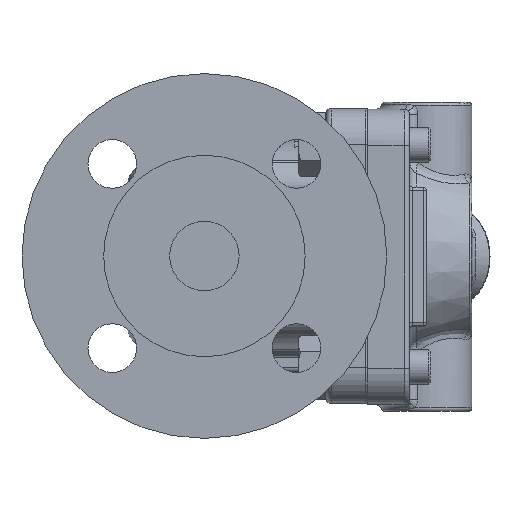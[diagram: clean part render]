
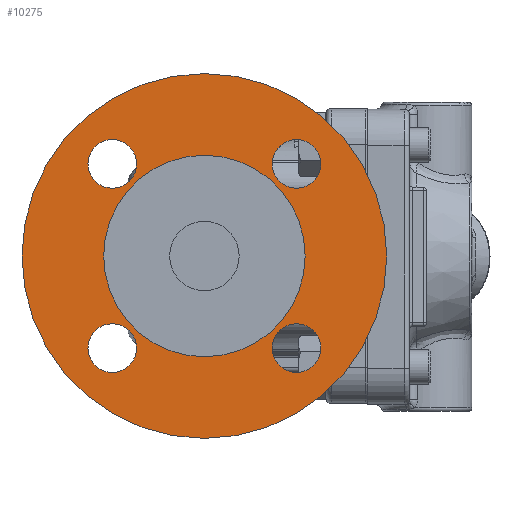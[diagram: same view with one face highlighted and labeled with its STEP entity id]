
A CAD part, left-side view. The second image highlights one B-rep face of the part: STEP entity #10275.
In plain terms, the highlighted planar face has unit normal (-1, 0, 0).
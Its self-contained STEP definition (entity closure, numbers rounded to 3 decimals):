
#760=FACE_BOUND('',#3364,.T.);
#761=FACE_BOUND('',#3365,.T.);
#762=FACE_BOUND('',#3366,.T.);
#763=FACE_BOUND('',#3367,.T.);
#764=FACE_BOUND('',#3368,.T.);
#2695=FACE_OUTER_BOUND('',#3363,.T.);
#3363=EDGE_LOOP('',(#9388));
#3364=EDGE_LOOP('',(#9389));
#3365=EDGE_LOOP('',(#9390));
#3366=EDGE_LOOP('',(#9391));
#3367=EDGE_LOOP('',(#9392));
#3368=EDGE_LOOP('',(#9393));
#3855=CIRCLE('',#11338,52.5);
#3861=CIRCLE('',#11347,7.);
#3862=CIRCLE('',#11349,7.);
#3863=CIRCLE('',#11351,7.);
#3864=CIRCLE('',#11353,7.);
#3866=CIRCLE('',#11358,29.);
#4800=VERTEX_POINT('',#23058);
#4806=VERTEX_POINT('',#23075);
#4807=VERTEX_POINT('',#23079);
#4808=VERTEX_POINT('',#23083);
#4809=VERTEX_POINT('',#23087);
#4811=VERTEX_POINT('',#23096);
#6324=EDGE_CURVE('',#4800,#4800,#3855,.T.);
#6331=EDGE_CURVE('',#4806,#4806,#3861,.T.);
#6333=EDGE_CURVE('',#4807,#4807,#3862,.T.);
#6335=EDGE_CURVE('',#4808,#4808,#3863,.T.);
#6337=EDGE_CURVE('',#4809,#4809,#3864,.T.);
#6341=EDGE_CURVE('',#4811,#4811,#3866,.T.);
#9388=ORIENTED_EDGE('',*,*,#6324,.F.);
#9389=ORIENTED_EDGE('',*,*,#6337,.F.);
#9390=ORIENTED_EDGE('',*,*,#6335,.F.);
#9391=ORIENTED_EDGE('',*,*,#6333,.F.);
#9392=ORIENTED_EDGE('',*,*,#6331,.F.);
#9393=ORIENTED_EDGE('',*,*,#6341,.F.);
#9652=PLANE('',#11357);
#10275=ADVANCED_FACE('',(#2695,#760,#761,#762,#763,#764),#9652,.T.);
#11338=AXIS2_PLACEMENT_3D('',#23060,#13959,#13960);
#11347=AXIS2_PLACEMENT_3D('',#23076,#13978,#13979);
#11349=AXIS2_PLACEMENT_3D('',#23080,#13983,#13984);
#11351=AXIS2_PLACEMENT_3D('',#23084,#13988,#13989);
#11353=AXIS2_PLACEMENT_3D('',#23088,#13993,#13994);
#11357=AXIS2_PLACEMENT_3D('',#23095,#14003,#14004);
#11358=AXIS2_PLACEMENT_3D('',#23097,#14005,#14006);
#13959=DIRECTION('center_axis',(1.,0.,0.));
#13960=DIRECTION('ref_axis',(0.,0.,-1.));
#13978=DIRECTION('center_axis',(-1.,0.,0.));
#13979=DIRECTION('ref_axis',(0.,0.,1.));
#13983=DIRECTION('center_axis',(-1.,0.,0.));
#13984=DIRECTION('ref_axis',(0.,-1.,0.));
#13988=DIRECTION('center_axis',(-1.,0.,0.));
#13989=DIRECTION('ref_axis',(0.,0.,-1.));
#13993=DIRECTION('center_axis',(-1.,0.,0.));
#13994=DIRECTION('ref_axis',(0.,1.,0.));
#14003=DIRECTION('center_axis',(-1.,0.,0.));
#14004=DIRECTION('ref_axis',(0.,0.,1.));
#14005=DIRECTION('center_axis',(-1.,0.,0.));
#14006=DIRECTION('ref_axis',(0.,0.,-1.));
#23058=CARTESIAN_POINT('',(-79.021,12.405,52.5));
#23060=CARTESIAN_POINT('Origin',(-79.021,12.405,0.));
#23075=CARTESIAN_POINT('',(-79.021,38.921,-33.517));
#23076=CARTESIAN_POINT('Origin',(-79.021,38.921,-26.517));
#23079=CARTESIAN_POINT('',(-79.021,45.921,26.517));
#23080=CARTESIAN_POINT('Origin',(-79.021,38.921,26.517));
#23083=CARTESIAN_POINT('',(-79.021,-14.112,33.517));
#23084=CARTESIAN_POINT('Origin',(-79.021,-14.112,26.517));
#23087=CARTESIAN_POINT('',(-79.021,-21.112,-26.517));
#23088=CARTESIAN_POINT('Origin',(-79.021,-14.112,-26.517));
#23095=CARTESIAN_POINT('Origin',(-79.021,12.405,0.));
#23096=CARTESIAN_POINT('',(-79.021,12.405,29.));
#23097=CARTESIAN_POINT('Origin',(-79.021,12.405,0.));
